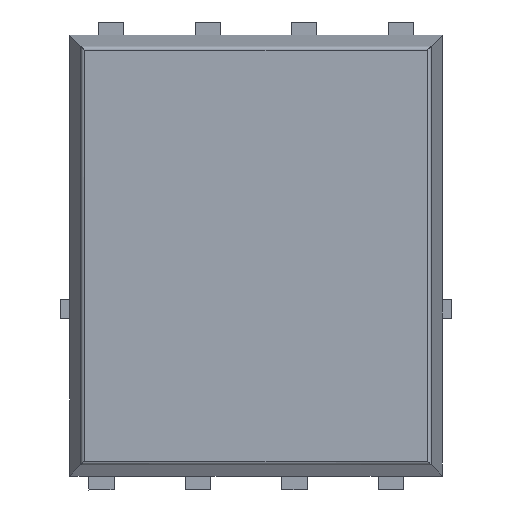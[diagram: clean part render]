
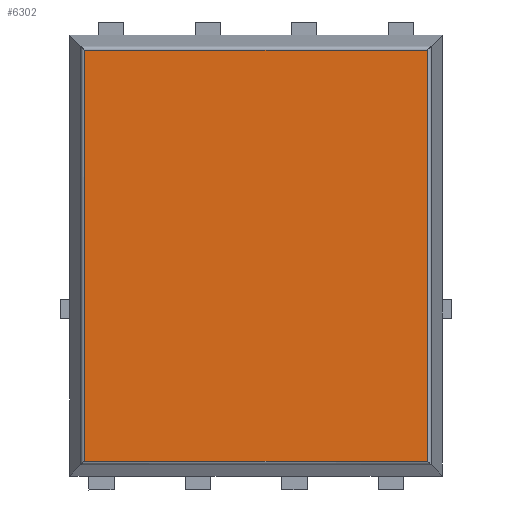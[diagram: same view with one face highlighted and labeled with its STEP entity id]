
A CAD part, front view. The second image highlights one B-rep face of the part: STEP entity #6302.
In plain terms, the highlighted planar face has unit normal (0, -1, 0).
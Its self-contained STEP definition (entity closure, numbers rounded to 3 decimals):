
#876=ORIENTED_EDGE('',*,*,#2301,.T.);
#877=ORIENTED_EDGE('',*,*,#2302,.T.);
#878=ORIENTED_EDGE('',*,*,#2303,.T.);
#879=ORIENTED_EDGE('',*,*,#2304,.T.);
#2301=EDGE_CURVE('',#3066,#3067,#3815,.F.);
#2302=EDGE_CURVE('',#3067,#3068,#3816,.F.);
#2303=EDGE_CURVE('',#3068,#3069,#3817,.T.);
#2304=EDGE_CURVE('',#3069,#3066,#3818,.T.);
#3066=VERTEX_POINT('',#10380);
#3067=VERTEX_POINT('',#10381);
#3068=VERTEX_POINT('',#10383);
#3069=VERTEX_POINT('',#10385);
#3815=LINE('',#10379,#4725);
#3816=LINE('',#10382,#4726);
#3817=LINE('',#10384,#4727);
#3818=LINE('',#10386,#4728);
#4725=VECTOR('',#8685,1000.);
#4726=VECTOR('',#8686,1000.);
#4727=VECTOR('',#8687,1000.);
#4728=VECTOR('',#8688,1000.);
#5352=EDGE_LOOP('',(#876,#877,#878,#879));
#5670=FACE_BOUND('',#5352,.T.);
#5988=PLANE('',#7781);
#6302=ADVANCED_FACE('',(#5670),#5988,.T.);
#7781=AXIS2_PLACEMENT_3D('',#10378,#8683,#8684);
#8683=DIRECTION('',(0.,-1.,0.));
#8684=DIRECTION('',(1.,0.,0.));
#8685=DIRECTION('',(1.,0.,0.));
#8686=DIRECTION('',(0.,0.,1.));
#8687=DIRECTION('',(1.,0.,0.));
#8688=DIRECTION('',(0.,0.,1.));
#10378=CARTESIAN_POINT('',(-2.45,0.,2.744));
#10379=CARTESIAN_POINT('',(-2.45,0.,2.703));
#10380=CARTESIAN_POINT('',(2.253,0.,2.703));
#10381=CARTESIAN_POINT('',(-2.253,0.,2.703));
#10382=CARTESIAN_POINT('',(-2.253,0.,-2.744));
#10383=CARTESIAN_POINT('',(-2.253,0.,-2.703));
#10384=CARTESIAN_POINT('',(-2.45,0.,-2.703));
#10385=CARTESIAN_POINT('',(2.253,0.,-2.703));
#10386=CARTESIAN_POINT('',(2.253,0.,2.744));
